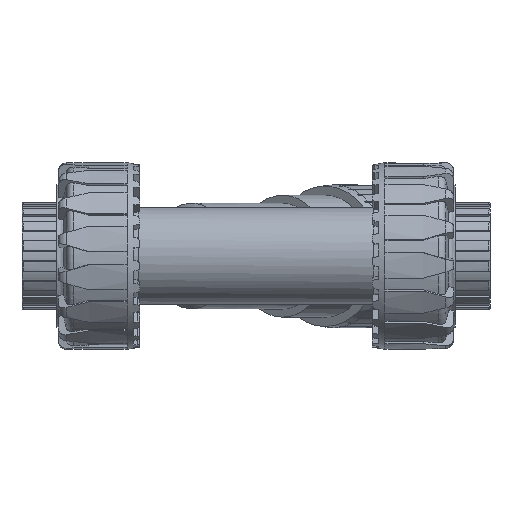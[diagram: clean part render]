
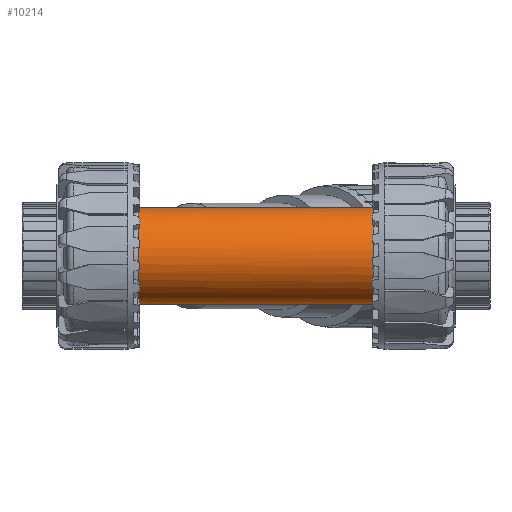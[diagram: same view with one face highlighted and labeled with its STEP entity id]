
A CAD part, top view. The second image highlights one B-rep face of the part: STEP entity #10214.
In plain terms, the highlighted cylindrical face has radius 19 mm (diameter 38 mm), a full revolution.
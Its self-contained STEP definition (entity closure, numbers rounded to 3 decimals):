
#181=FACE_BOUND($,#1926,.T.);
#182=FACE_BOUND($,#1927,.T.);
#183=FACE_BOUND($,#1928,.T.);
#212=B_SPLINE_CURVE_WITH_KNOTS($,3,(#15588,#15589,#15590,#15591,#15592,
#15593,#15594,#15595,#15596,#15597,#15598,#15599,#15600,#15601,#15602,#15603,
#15604,#15605,#15606,#15607,#15608,#15609),.UNSPECIFIED.,.F.,.F.,(4,3,3,
3,3,3,3,4),(-29.827,-29.707,-28.788,-27.42,
-26.604,-24.844,-23.387,-23.291),
 .UNSPECIFIED.);
#213=B_SPLINE_CURVE_WITH_KNOTS($,3,(#15611,#15612,#15613,#15614,#15615,
#15616,#15617,#15618,#15619,#15620,#15621,#15622,#15623,#15624,#15625,#15626,
#15627,#15628),.UNSPECIFIED.,.F.,.F.,(4,2,2,2,2,2,2,2,4),(4.269,
4.618,4.967,5.608,6.249,6.901,
7.552,8.045,8.495),.UNSPECIFIED.);
#214=B_SPLINE_CURVE_WITH_KNOTS($,3,(#15630,#15631,#15632,#15633,#15634,
#15635,#15636,#15637,#15638,#15639,#15640,#15641,#15642,#15643,#15644,#15645,
#15646,#15647),.UNSPECIFIED.,.F.,.F.,(4,2,2,2,2,2,2,2,4),(-14.365,
-13.915,-13.422,-12.77,-12.119,-11.478,
-10.836,-10.487,-10.139),.UNSPECIFIED.);
#215=B_SPLINE_CURVE_WITH_KNOTS($,3,(#15648,#15649,#15650,#15651,#15652,
#15653,#15654,#15655,#15656,#15657,#15658,#15659,#15660,#15661,#15662,#15663),
 .UNSPECIFIED.,.F.,.F.,(4,3,3,3,3,4),(-23.291,-21.773,
-20.206,-18.738,-17.619,-16.631),
 .UNSPECIFIED.);
#294=CYLINDRICAL_SURFACE($,#10820,19.);
#424=CIRCLE($,#10810,19.);
#427=CIRCLE($,#10816,19.);
#1926=EDGE_LOOP($,(#7004,#7005,#7006,#7007));
#1927=EDGE_LOOP($,(#7008));
#1928=EDGE_LOOP($,(#7009));
#4269=VERTEX_POINT($,#15570);
#4272=VERTEX_POINT($,#15579);
#4274=VERTEX_POINT($,#15586);
#4275=VERTEX_POINT($,#15587);
#4276=VERTEX_POINT($,#15610);
#4277=VERTEX_POINT($,#15629);
#5353=EDGE_CURVE($,#4269,#4269,#424,.T.);
#5356=EDGE_CURVE($,#4272,#4272,#427,.T.);
#5358=EDGE_CURVE($,#4274,#4275,#212,.T.);
#5359=EDGE_CURVE($,#4276,#4274,#213,.T.);
#5360=EDGE_CURVE($,#4277,#4276,#214,.T.);
#5361=EDGE_CURVE($,#4275,#4277,#215,.T.);
#7004=ORIENTED_EDGE($,*,*,#5358,.F.);
#7005=ORIENTED_EDGE($,*,*,#5359,.F.);
#7006=ORIENTED_EDGE($,*,*,#5360,.F.);
#7007=ORIENTED_EDGE($,*,*,#5361,.F.);
#7008=ORIENTED_EDGE($,*,*,#5353,.T.);
#7009=ORIENTED_EDGE($,*,*,#5356,.F.);
#10214=ADVANCED_FACE($,(#181,#182,#183),#294,.T.);
#10810=AXIS2_PLACEMENT_3D($,#15571,#12140,#12141);
#10816=AXIS2_PLACEMENT_3D($,#15580,#12152,#12153);
#10820=AXIS2_PLACEMENT_3D($,#15585,#12160,#12161);
#12140=DIRECTION('center_axis',(1.,0.,0.));
#12141=DIRECTION('ref_axis',(0.,0.,1.));
#12152=DIRECTION('center_axis',(1.,0.,0.));
#12153=DIRECTION('ref_axis',(0.,0.,1.));
#12160=DIRECTION('center_axis',(1.,0.,0.));
#12161=DIRECTION('ref_axis',(0.,0.,1.));
#15570=CARTESIAN_POINT('',(20.1,0.,19.));
#15571=CARTESIAN_POINT('Origin',(20.1,0.,0.));
#15579=CARTESIAN_POINT('',(111.9,-13.538,13.331));
#15580=CARTESIAN_POINT('Origin',(111.9,0.,0.));
#15585=CARTESIAN_POINT('Origin',(66.,0.,0.));
#15586=CARTESIAN_POINT('',(47.129,18.997,0.324));
#15587=CARTESIAN_POINT('',(24.871,0.,19.));
#15588=CARTESIAN_POINT('Ctrl Pts',(47.129,18.997,0.324));
#15589=CARTESIAN_POINT('Ctrl Pts',(46.819,18.995,0.476));
#15590=CARTESIAN_POINT('Ctrl Pts',(46.516,18.99,0.628));
#15591=CARTESIAN_POINT('Ctrl Pts',(46.218,18.984,0.78));
#15592=CARTESIAN_POINT('Ctrl Pts',(43.939,18.936,1.942));
#15593=CARTESIAN_POINT('Ctrl Pts',(41.954,18.783,3.119));
#15594=CARTESIAN_POINT('Ctrl Pts',(40.173,18.5,4.329));
#15595=CARTESIAN_POINT('Ctrl Pts',(37.523,18.079,6.13));
#15596=CARTESIAN_POINT('Ctrl Pts',(35.449,17.377,7.902));
#15597=CARTESIAN_POINT('Ctrl Pts',(33.726,16.453,9.502));
#15598=CARTESIAN_POINT('Ctrl Pts',(32.697,15.902,10.457));
#15599=CARTESIAN_POINT('Ctrl Pts',(31.771,15.264,11.375));
#15600=CARTESIAN_POINT('Ctrl Pts',(30.897,14.502,12.276));
#15601=CARTESIAN_POINT('Ctrl Pts',(29.014,12.859,14.216));
#15602=CARTESIAN_POINT('Ctrl Pts',(27.436,10.651,16.013));
#15603=CARTESIAN_POINT('Ctrl Pts',(26.359,7.947,17.258));
#15604=CARTESIAN_POINT('Ctrl Pts',(25.467,5.707,18.289));
#15605=CARTESIAN_POINT('Ctrl Pts',(24.937,3.132,18.922));
#15606=CARTESIAN_POINT('Ctrl Pts',(24.877,0.517,18.993));
#15607=CARTESIAN_POINT('Ctrl Pts',(24.873,0.345,18.998));
#15608=CARTESIAN_POINT('Ctrl Pts',(24.871,0.172,19.));
#15609=CARTESIAN_POINT('Ctrl Pts',(24.871,0.,
19.));
#15610=CARTESIAN_POINT('',(79.014,0.,19.));
#15611=CARTESIAN_POINT('Ctrl Pts',(79.014,0.,
19.));
#15612=CARTESIAN_POINT('Ctrl Pts',(79.014,1.163,19.));
#15613=CARTESIAN_POINT('Ctrl Pts',(78.78,2.39,18.885));
#15614=CARTESIAN_POINT('Ctrl Pts',(77.902,4.675,18.453));
#15615=CARTESIAN_POINT('Ctrl Pts',(77.265,5.734,18.139));
#15616=CARTESIAN_POINT('Ctrl Pts',(75.363,8.263,17.198));
#15617=CARTESIAN_POINT('Ctrl Pts',(73.751,9.718,16.397));
#15618=CARTESIAN_POINT('Ctrl Pts',(70.256,12.204,14.641));
#15619=CARTESIAN_POINT('Ctrl Pts',(68.375,13.236,13.686));
#15620=CARTESIAN_POINT('Ctrl Pts',(64.843,14.897,11.859));
#15621=CARTESIAN_POINT('Ctrl Pts',(62.849,15.676,10.812));
#15622=CARTESIAN_POINT('Ctrl Pts',(58.83,16.982,8.617));
#15623=CARTESIAN_POINT('Ctrl Pts',(56.807,17.51,7.469));
#15624=CARTESIAN_POINT('Ctrl Pts',(53.61,18.206,5.51));
#15625=CARTESIAN_POINT('Ctrl Pts',(52.109,18.481,4.543));
#15626=CARTESIAN_POINT('Ctrl Pts',(49.379,18.859,2.51));
#15627=CARTESIAN_POINT('Ctrl Pts',(48.138,18.978,1.459));
#15628=CARTESIAN_POINT('Ctrl Pts',(47.129,18.997,0.324));
#15629=CARTESIAN_POINT('',(47.129,-18.997,0.324));
#15630=CARTESIAN_POINT('Ctrl Pts',(47.129,-18.997,0.324));
#15631=CARTESIAN_POINT('Ctrl Pts',(48.138,-18.978,1.459));
#15632=CARTESIAN_POINT('Ctrl Pts',(49.379,-18.859,2.51));
#15633=CARTESIAN_POINT('Ctrl Pts',(52.109,-18.481,4.543));
#15634=CARTESIAN_POINT('Ctrl Pts',(53.61,-18.206,5.51));
#15635=CARTESIAN_POINT('Ctrl Pts',(56.807,-17.51,7.469));
#15636=CARTESIAN_POINT('Ctrl Pts',(58.83,-16.982,8.617));
#15637=CARTESIAN_POINT('Ctrl Pts',(62.849,-15.676,10.812));
#15638=CARTESIAN_POINT('Ctrl Pts',(64.843,-14.897,11.859));
#15639=CARTESIAN_POINT('Ctrl Pts',(68.375,-13.236,13.686));
#15640=CARTESIAN_POINT('Ctrl Pts',(70.256,-12.204,14.641));
#15641=CARTESIAN_POINT('Ctrl Pts',(73.751,-9.718,16.397));
#15642=CARTESIAN_POINT('Ctrl Pts',(75.363,-8.263,17.198));
#15643=CARTESIAN_POINT('Ctrl Pts',(77.265,-5.734,18.139));
#15644=CARTESIAN_POINT('Ctrl Pts',(77.902,-4.675,18.453));
#15645=CARTESIAN_POINT('Ctrl Pts',(78.78,-2.39,18.885));
#15646=CARTESIAN_POINT('Ctrl Pts',(79.014,-1.163,19.));
#15647=CARTESIAN_POINT('Ctrl Pts',(79.014,0.,
19.));
#15648=CARTESIAN_POINT('Ctrl Pts',(24.871,0.,
19.));
#15649=CARTESIAN_POINT('Ctrl Pts',(24.871,-2.723,19.));
#15650=CARTESIAN_POINT('Ctrl Pts',(25.383,-5.438,18.388));
#15651=CARTESIAN_POINT('Ctrl Pts',(26.298,-7.794,17.328));
#15652=CARTESIAN_POINT('Ctrl Pts',(27.244,-10.227,16.233));
#15653=CARTESIAN_POINT('Ctrl Pts',(28.607,-12.292,14.678));
#15654=CARTESIAN_POINT('Ctrl Pts',(30.241,-13.895,12.958));
#15655=CARTESIAN_POINT('Ctrl Pts',(31.773,-15.398,11.347));
#15656=CARTESIAN_POINT('Ctrl Pts',(33.555,-16.543,9.566));
#15657=CARTESIAN_POINT('Ctrl Pts',(35.754,-17.37,7.699));
#15658=CARTESIAN_POINT('Ctrl Pts',(37.431,-18.001,6.275));
#15659=CARTESIAN_POINT('Ctrl Pts',(39.4,-18.433,4.794));
#15660=CARTESIAN_POINT('Ctrl Pts',(41.452,-18.677,3.488));
#15661=CARTESIAN_POINT('Ctrl Pts',(43.262,-18.892,2.336));
#15662=CARTESIAN_POINT('Ctrl Pts',(45.207,-18.981,1.271));
#15663=CARTESIAN_POINT('Ctrl Pts',(47.129,-18.997,0.324));
